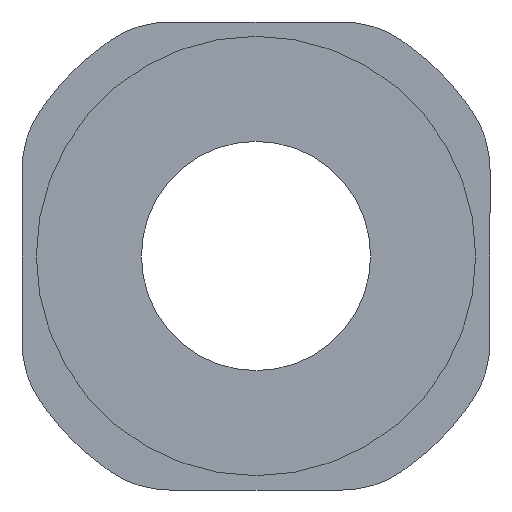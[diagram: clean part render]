
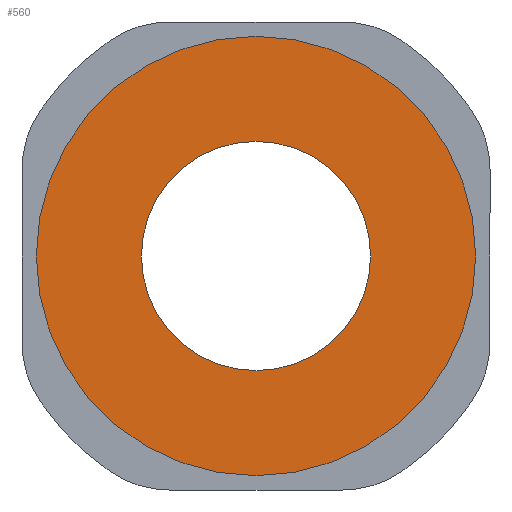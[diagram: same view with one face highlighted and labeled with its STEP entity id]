
A CAD part, front view. The second image highlights one B-rep face of the part: STEP entity #560.
In plain terms, the highlighted planar face has unit normal (0, -1, 0).
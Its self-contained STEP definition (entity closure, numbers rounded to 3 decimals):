
#70 = DIRECTION ( 'NONE',  ( 0., 0., -1. ) ) ;
#72 = PLANE ( 'NONE',  #602 ) ;
#74 = CARTESIAN_POINT ( 'NONE',  ( 24., 0., 0. ) ) ;
#77 = DIRECTION ( 'NONE',  ( 0., -1., 0. ) ) ;
#147 = ORIENTED_EDGE ( 'NONE', *, *, #699, .T. ) ;
#148 = ORIENTED_EDGE ( 'NONE', *, *, #713, .F. ) ;
#149 = ORIENTED_EDGE ( 'NONE', *, *, #700, .F. ) ;
#150 = ORIENTED_EDGE ( 'NONE', *, *, #717, .T. ) ;
#241 = CARTESIAN_POINT ( 'NONE',  ( 0., 0., 24. ) ) ;
#248 = CARTESIAN_POINT ( 'NONE',  ( 0., 0., -46. ) ) ;
#257 = CARTESIAN_POINT ( 'NONE',  ( 0., 0., 46. ) ) ;
#258 = CARTESIAN_POINT ( 'NONE',  ( 0., 0., -24. ) ) ;
#318 = EDGE_LOOP ( 'NONE', ( #150, #147 ) ) ;
#322 = EDGE_LOOP ( 'NONE', ( #149, #148 ) ) ;
#365 = VERTEX_POINT ( 'NONE', #248 ) ;
#366 = VERTEX_POINT ( 'NONE', #257 ) ;
#368 = VERTEX_POINT ( 'NONE', #258 ) ;
#374 = VERTEX_POINT ( 'NONE', #241 ) ;
#408 = FACE_OUTER_BOUND ( 'NONE', #318, .T. ) ;
#416 = FACE_BOUND ( 'NONE', #322, .T. ) ;
#487 = CIRCLE ( 'NONE', #605, 24. ) ;
#503 = CIRCLE ( 'NONE', #601, 46. ) ;
#517 = CIRCLE ( 'NONE', #614, 24. ) ;
#526 = CIRCLE ( 'NONE', #616, 46. ) ;
#560 = ADVANCED_FACE ( 'NONE', ( #408, #416 ), #72, .T. ) ;
#601 = AXIS2_PLACEMENT_3D ( 'NONE', #792, #793, #794 ) ;
#602 = AXIS2_PLACEMENT_3D ( 'NONE', #74, #77, #70 ) ;
#605 = AXIS2_PLACEMENT_3D ( 'NONE', #795, #796, #797 ) ;
#614 = AXIS2_PLACEMENT_3D ( 'NONE', #832, #833, #834 ) ;
#616 = AXIS2_PLACEMENT_3D ( 'NONE', #841, #842, #843 ) ;
#699 = EDGE_CURVE ( 'NONE', #366, #365, #503, .T. ) ;
#700 = EDGE_CURVE ( 'NONE', #368, #374, #487, .T. ) ;
#713 = EDGE_CURVE ( 'NONE', #374, #368, #517, .T. ) ;
#717 = EDGE_CURVE ( 'NONE', #365, #366, #526, .T. ) ;
#792 = CARTESIAN_POINT ( 'NONE',  ( 0., 0., 0. ) ) ;
#793 = DIRECTION ( 'NONE',  ( 0., -1., 0. ) ) ;
#794 = DIRECTION ( 'NONE',  ( 0., 0., -1. ) ) ;
#795 = CARTESIAN_POINT ( 'NONE',  ( 0., 0., 0. ) ) ;
#796 = DIRECTION ( 'NONE',  ( 0., -1., 0. ) ) ;
#797 = DIRECTION ( 'NONE',  ( 0., 0., -1. ) ) ;
#832 = CARTESIAN_POINT ( 'NONE',  ( 0., 0., 0. ) ) ;
#833 = DIRECTION ( 'NONE',  ( 0., -1., 0. ) ) ;
#834 = DIRECTION ( 'NONE',  ( 0., 0., -1. ) ) ;
#841 = CARTESIAN_POINT ( 'NONE',  ( 0., 0., 0. ) ) ;
#842 = DIRECTION ( 'NONE',  ( 0., -1., 0. ) ) ;
#843 = DIRECTION ( 'NONE',  ( 0., 0., -1. ) ) ;
